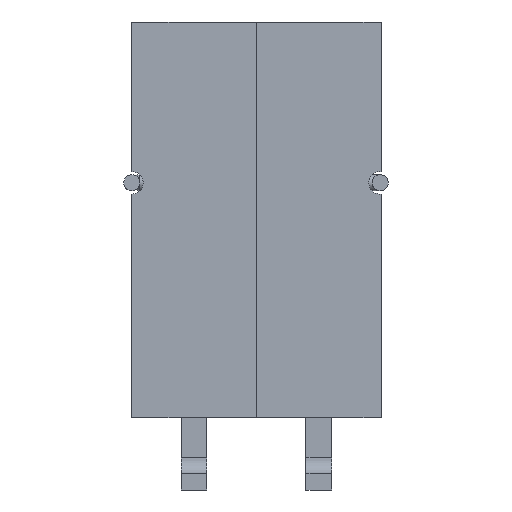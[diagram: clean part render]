
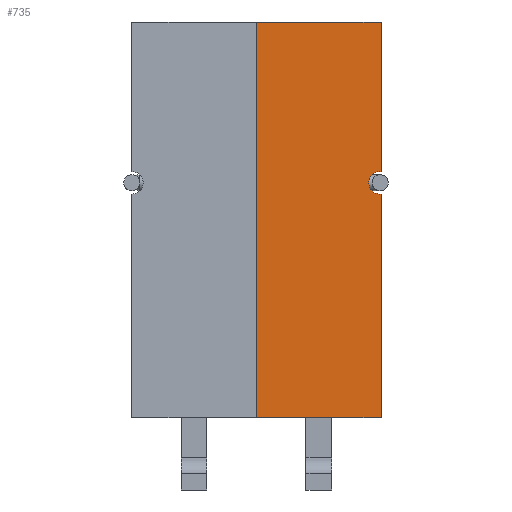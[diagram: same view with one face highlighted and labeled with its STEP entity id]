
A CAD part, front view. The second image highlights one B-rep face of the part: STEP entity #735.
In plain terms, the highlighted planar face has unit normal (0, -1, 0).
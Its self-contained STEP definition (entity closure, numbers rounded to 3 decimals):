
#37=PLANE('',#802);
#73=FACE_OUTER_BOUND('',#118,.T.);
#118=EDGE_LOOP('',(#547,#548,#549,#550,#551,#552));
#157=CIRCLE('',#801,0.7);
#194=LINE('',#1120,#272);
#195=LINE('',#1122,#273);
#196=LINE('',#1124,#274);
#197=LINE('',#1126,#275);
#198=LINE('',#1127,#276);
#272=VECTOR('',#904,10.);
#273=VECTOR('',#905,10.);
#274=VECTOR('',#906,10.);
#275=VECTOR('',#907,10.);
#276=VECTOR('',#908,10.);
#345=VERTEX_POINT('',#1111);
#347=VERTEX_POINT('',#1115);
#348=VERTEX_POINT('',#1119);
#349=VERTEX_POINT('',#1121);
#350=VERTEX_POINT('',#1123);
#351=VERTEX_POINT('',#1125);
#423=EDGE_CURVE('',#345,#347,#157,.T.);
#424=EDGE_CURVE('',#347,#348,#194,.T.);
#425=EDGE_CURVE('',#349,#348,#195,.T.);
#426=EDGE_CURVE('',#350,#349,#196,.T.);
#427=EDGE_CURVE('',#350,#351,#197,.T.);
#428=EDGE_CURVE('',#351,#345,#198,.T.);
#547=ORIENTED_EDGE('',*,*,#423,.T.);
#548=ORIENTED_EDGE('',*,*,#424,.T.);
#549=ORIENTED_EDGE('',*,*,#425,.F.);
#550=ORIENTED_EDGE('',*,*,#426,.F.);
#551=ORIENTED_EDGE('',*,*,#427,.T.);
#552=ORIENTED_EDGE('',*,*,#428,.T.);
#735=ADVANCED_FACE('',(#73),#37,.T.);
#801=AXIS2_PLACEMENT_3D('',#1117,#900,#901);
#802=AXIS2_PLACEMENT_3D('',#1118,#902,#903);
#900=DIRECTION('center_axis',(0.,1.,0.));
#901=DIRECTION('ref_axis',(-1.,0.,0.));
#902=DIRECTION('center_axis',(0.,-1.,0.));
#903=DIRECTION('ref_axis',(1.,0.,0.));
#904=DIRECTION('',(0.,0.,1.));
#905=DIRECTION('',(1.,0.,0.));
#906=DIRECTION('',(0.,0.,1.));
#907=DIRECTION('',(1.,0.,0.));
#908=DIRECTION('',(0.,0.,1.));
#1111=CARTESIAN_POINT('',(15.5,0.,13.903));
#1115=CARTESIAN_POINT('',(15.5,0.,15.297));
#1117=CARTESIAN_POINT('Origin',(15.439,0.,14.6));
#1118=CARTESIAN_POINT('Origin',(7.75,0.,0.));
#1119=CARTESIAN_POINT('',(15.5,0.,24.6));
#1120=CARTESIAN_POINT('',(15.5,0.,0.));
#1121=CARTESIAN_POINT('',(7.75,0.,24.6));
#1122=CARTESIAN_POINT('',(7.75,0.,24.6));
#1123=CARTESIAN_POINT('',(7.75,0.,0.));
#1124=CARTESIAN_POINT('',(7.75,0.,0.));
#1125=CARTESIAN_POINT('',(15.5,0.,0.));
#1126=CARTESIAN_POINT('',(7.75,0.,0.));
#1127=CARTESIAN_POINT('',(15.5,0.,0.));
